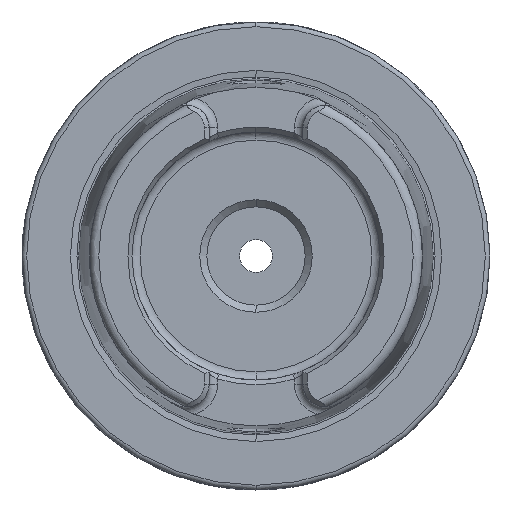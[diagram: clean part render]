
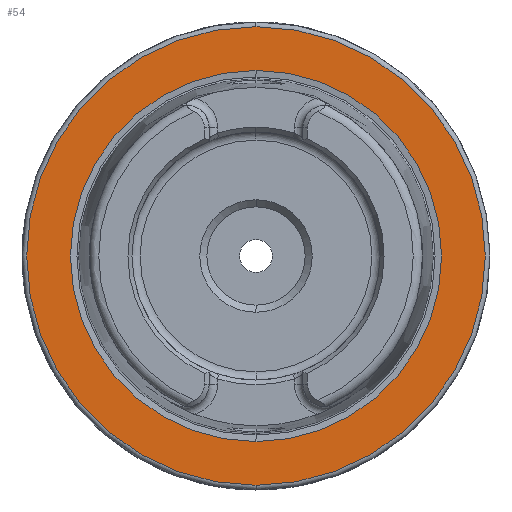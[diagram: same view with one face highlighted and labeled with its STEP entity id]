
A CAD part, left-side view. The second image highlights one B-rep face of the part: STEP entity #54.
In plain terms, the highlighted planar face has unit normal (-1, 0, 0).
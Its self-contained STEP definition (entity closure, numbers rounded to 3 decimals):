
#54 = ADVANCED_FACE ( 'NONE', ( #5562, #4071 ), #1029, .T. ) ;
#108 = CIRCLE ( 'NONE', #6337, 49. ) ;
#131 = DIRECTION ( 'NONE',  ( 0., 0., -1. ) ) ;
#698 = CIRCLE ( 'NONE', #2053, 39.647 ) ;
#746 = EDGE_LOOP ( 'NONE', ( #2781, #816 ) ) ;
#783 = DIRECTION ( 'NONE',  ( 0., 0., 1. ) ) ;
#816 = ORIENTED_EDGE ( 'NONE', *, *, #4721, .F. ) ;
#885 = CARTESIAN_POINT ( 'NONE',  ( -3., 0., -49. ) ) ;
#1029 = PLANE ( 'NONE',  #2084 ) ;
#1190 = DIRECTION ( 'NONE',  ( 1., 0., 0. ) ) ;
#1314 = DIRECTION ( 'NONE',  ( 1., 0., 0. ) ) ;
#2053 = AXIS2_PLACEMENT_3D ( 'NONE', #2293, #5807, #2780 ) ;
#2064 = EDGE_CURVE ( 'NONE', #5918, #3599, #698, .T. ) ;
#2084 = AXIS2_PLACEMENT_3D ( 'NONE', #6094, #2198, #783 ) ;
#2198 = DIRECTION ( 'NONE',  ( -1., 0., 0. ) ) ;
#2293 = CARTESIAN_POINT ( 'NONE',  ( -3., 0., 0. ) ) ;
#2595 = EDGE_CURVE ( 'NONE', #2747, #5854, #108, .T. ) ;
#2747 = VERTEX_POINT ( 'NONE', #885 ) ;
#2780 = DIRECTION ( 'NONE',  ( 0., 0., -1. ) ) ;
#2781 = ORIENTED_EDGE ( 'NONE', *, *, #2595, .F. ) ;
#3125 = CIRCLE ( 'NONE', #6419, 39.647 ) ;
#3177 = DIRECTION ( 'NONE',  ( 1., 0., 0. ) ) ;
#3267 = EDGE_CURVE ( 'NONE', #3599, #5918, #3125, .T. ) ;
#3599 = VERTEX_POINT ( 'NONE', #6238 ) ;
#3965 = CIRCLE ( 'NONE', #5674, 49. ) ;
#4071 = FACE_OUTER_BOUND ( 'NONE', #746, .T. ) ;
#4220 = CARTESIAN_POINT ( 'NONE',  ( -3., 0., 0. ) ) ;
#4346 = CARTESIAN_POINT ( 'NONE',  ( -3., 0., 0. ) ) ;
#4721 = EDGE_CURVE ( 'NONE', #5854, #2747, #3965, .T. ) ;
#4728 = DIRECTION ( 'NONE',  ( 0., 0., -1. ) ) ;
#4850 = DIRECTION ( 'NONE',  ( 0., 0., -1. ) ) ;
#4989 = CARTESIAN_POINT ( 'NONE',  ( -3., 0., 49. ) ) ;
#5562 = FACE_BOUND ( 'NONE', #6006, .T. ) ;
#5586 = ORIENTED_EDGE ( 'NONE', *, *, #3267, .T. ) ;
#5607 = CARTESIAN_POINT ( 'NONE',  ( -3., 0., -39.647 ) ) ;
#5651 = ORIENTED_EDGE ( 'NONE', *, *, #2064, .T. ) ;
#5674 = AXIS2_PLACEMENT_3D ( 'NONE', #4220, #1190, #4728 ) ;
#5807 = DIRECTION ( 'NONE',  ( 1., 0., 0. ) ) ;
#5854 = VERTEX_POINT ( 'NONE', #4989 ) ;
#5918 = VERTEX_POINT ( 'NONE', #5607 ) ;
#6006 = EDGE_LOOP ( 'NONE', ( #5586, #5651 ) ) ;
#6094 = CARTESIAN_POINT ( 'NONE',  ( -3., 39.647, 0. ) ) ;
#6197 = CARTESIAN_POINT ( 'NONE',  ( -3., 0., 0. ) ) ;
#6238 = CARTESIAN_POINT ( 'NONE',  ( -3., 0., 39.647 ) ) ;
#6337 = AXIS2_PLACEMENT_3D ( 'NONE', #4346, #1314, #4850 ) ;
#6419 = AXIS2_PLACEMENT_3D ( 'NONE', #6197, #3177, #131 ) ;
